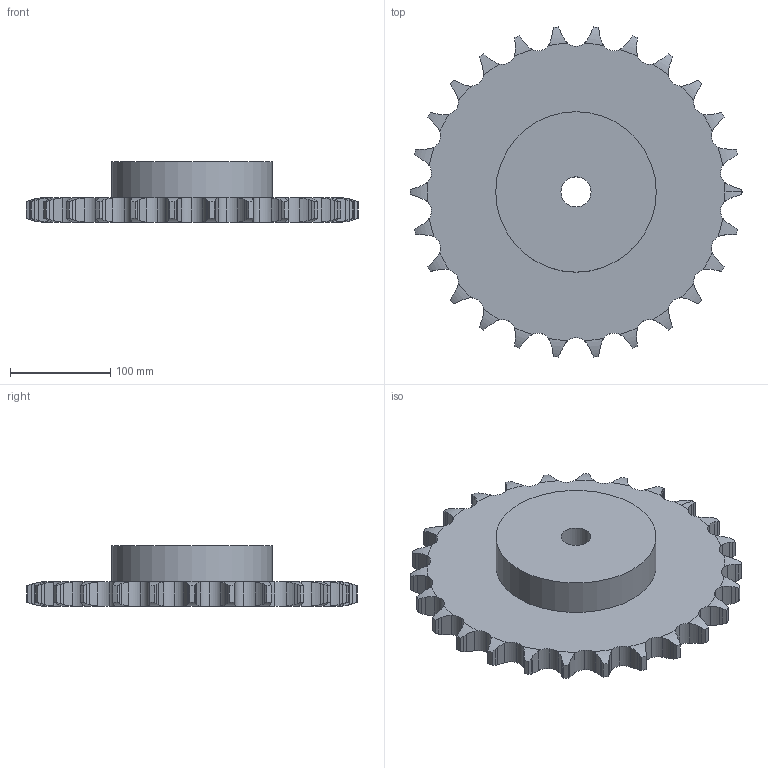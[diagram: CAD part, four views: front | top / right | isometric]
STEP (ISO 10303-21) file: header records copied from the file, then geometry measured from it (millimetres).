
FILE_DESCRIPTION(('FreeCAD Model'),'2;1');
FILE_NAME('Open CASCADE Shape Model','2021-06-20T09:17:42',('FreeCAD'),( 'FreeCAD'),'Open CASCADE STEP processor 7.4','FreeCAD','Unknown');
FILE_SCHEMA(('AUTOMOTIVE_DESIGN { 1 0 10303 214 1 1 1 1 }'));
Length unit declared in the file: millimetre
Products named in the file (1): Open CASCADE STEP translator 7.4 55
Bounding box: 331 x 329.15 x 60 mm (x, y, z)
Volume: 2433969.8 mm3; surface area: 203435.5 mm2
Topology: 1 solids, 1 shells, 295 faces, 872 edges, 581 vertices
Faces by surface type: cylinder 185, plane 56, torus 54
Full cylindrical faces by diameter (mm): 30 x1, 160 x1
Entity records: 26514 total; most frequent: CARTESIAN_POINT 11773, DIRECTION 2020, ORIENTED_EDGE 1744, PCURVE 1744, DEFINITIONAL_REPRESENTATION 1744, B_SPLINE_CURVE_WITH_KNOTS 1248, LINE 985, VECTOR 985
